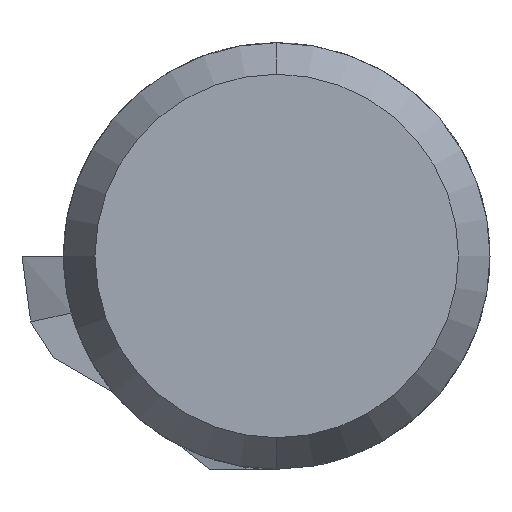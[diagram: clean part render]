
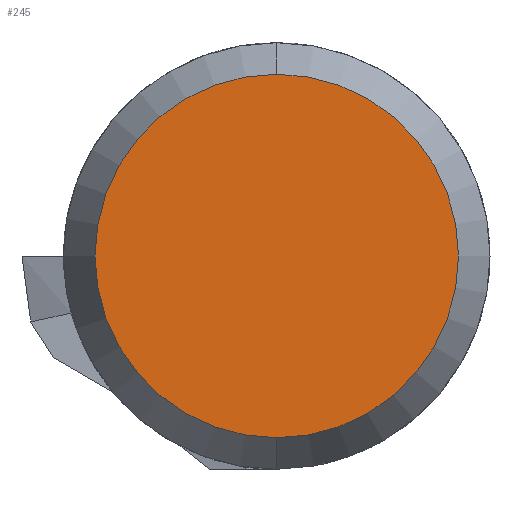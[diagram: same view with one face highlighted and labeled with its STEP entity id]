
A CAD part, left-side view. The second image highlights one B-rep face of the part: STEP entity #245.
In plain terms, the highlighted planar face has unit normal (-1, 0, 0).
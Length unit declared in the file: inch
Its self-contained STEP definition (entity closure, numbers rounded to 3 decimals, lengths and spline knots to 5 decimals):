
#35 = FACE_OUTER_BOUND ( 'NONE', #604, .T. ) ;
#84 = CIRCLE ( 'NONE', #138, 0.13306 ) ;
#90 = EDGE_CURVE ( 'NONE', #650, #109, #189, .T. ) ;
#109 = VERTEX_POINT ( 'NONE', #488 ) ;
#138 = AXIS2_PLACEMENT_3D ( 'NONE', #438, #633, #141 ) ;
#141 = DIRECTION ( 'NONE',  ( 0., 0., 1. ) ) ;
#160 = EDGE_CURVE ( 'NONE', #109, #650, #84, .T. ) ;
#186 = PLANE ( 'NONE',  #252 ) ;
#189 = CIRCLE ( 'NONE', #276, 0.13306 ) ;
#190 = CARTESIAN_POINT ( 'NONE',  ( 0., 0., 0. ) ) ;
#236 = DIRECTION ( 'NONE',  ( -1., 0., 0. ) ) ;
#245 = ADVANCED_FACE ( 'NONE', ( #35 ), #186, .F. ) ;
#252 = AXIS2_PLACEMENT_3D ( 'NONE', #338, #517, #409 ) ;
#276 = AXIS2_PLACEMENT_3D ( 'NONE', #190, #236, #343 ) ;
#325 = CARTESIAN_POINT ( 'NONE',  ( 0., 0., -0.13306 ) ) ;
#338 = CARTESIAN_POINT ( 'NONE',  ( 0., 0., 0. ) ) ;
#343 = DIRECTION ( 'NONE',  ( 0., 0., 1. ) ) ;
#397 = ORIENTED_EDGE ( 'NONE', *, *, #160, .T. ) ;
#409 = DIRECTION ( 'NONE',  ( 0., 0., -1. ) ) ;
#438 = CARTESIAN_POINT ( 'NONE',  ( 0., 0., 0. ) ) ;
#488 = CARTESIAN_POINT ( 'NONE',  ( 0., 0., 0.13306 ) ) ;
#490 = ORIENTED_EDGE ( 'NONE', *, *, #90, .T. ) ;
#517 = DIRECTION ( 'NONE',  ( 1., 0., 0. ) ) ;
#604 = EDGE_LOOP ( 'NONE', ( #490, #397 ) ) ;
#633 = DIRECTION ( 'NONE',  ( -1., 0., 0. ) ) ;
#650 = VERTEX_POINT ( 'NONE', #325 ) ;
